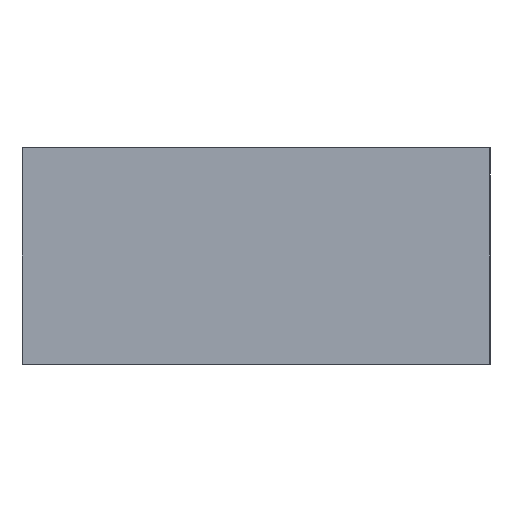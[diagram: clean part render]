
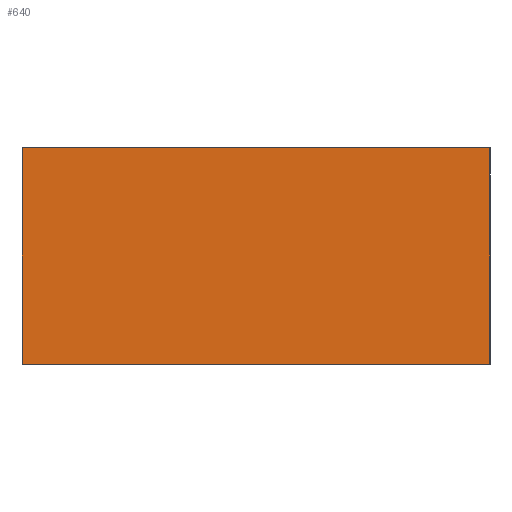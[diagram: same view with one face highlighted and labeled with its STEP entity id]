
A CAD part, left-side view. The second image highlights one B-rep face of the part: STEP entity #640.
In plain terms, the highlighted planar face has unit normal (-1, 0, 0).
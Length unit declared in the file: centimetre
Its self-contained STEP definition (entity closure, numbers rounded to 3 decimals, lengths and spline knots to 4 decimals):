
#58=PLANE('',#718);
#98=FACE_OUTER_BOUND('',#152,.T.);
#152=EDGE_LOOP('',(#576,#577,#578,#579));
#185=LINE('',#944,#227);
#212=LINE('',#1273,#254);
#220=LINE('',#1289,#262);
#223=LINE('',#1295,#265);
#227=VECTOR('',#743,1.);
#254=VECTOR('',#880,1.);
#262=VECTOR('',#898,1.);
#265=VECTOR('',#907,1.);
#290=VERTEX_POINT('',#941);
#291=VERTEX_POINT('',#943);
#337=VERTEX_POINT('',#1270);
#338=VERTEX_POINT('',#1272);
#351=EDGE_CURVE('',#291,#290,#185,.T.);
#411=EDGE_CURVE('',#337,#338,#212,.T.);
#420=EDGE_CURVE('',#338,#290,#220,.T.);
#423=EDGE_CURVE('',#337,#291,#223,.T.);
#576=ORIENTED_EDGE('',*,*,#423,.T.);
#577=ORIENTED_EDGE('',*,*,#351,.T.);
#578=ORIENTED_EDGE('',*,*,#420,.F.);
#579=ORIENTED_EDGE('',*,*,#411,.F.);
#640=ADVANCED_FACE('',(#98),#58,.T.);
#718=AXIS2_PLACEMENT_3D('',#1294,#905,#906);
#743=DIRECTION('',(0.,0.,1.));
#880=DIRECTION('',(0.,0.,1.));
#898=DIRECTION('',(0.,-1.,0.));
#905=DIRECTION('center_axis',(-1.,0.,0.));
#906=DIRECTION('ref_axis',(0.,-1.,0.));
#907=DIRECTION('',(0.,-1.,0.));
#941=CARTESIAN_POINT('',(0.,0.,3.7));
#943=CARTESIAN_POINT('',(0.,0.,0.));
#944=CARTESIAN_POINT('',(0.,0.,0.));
#1270=CARTESIAN_POINT('',(0.,8.,0.));
#1272=CARTESIAN_POINT('',(0.,8.,3.7));
#1273=CARTESIAN_POINT('',(0.,8.,0.));
#1289=CARTESIAN_POINT('',(0.,8.,3.7));
#1294=CARTESIAN_POINT('Origin',(0.,8.,0.));
#1295=CARTESIAN_POINT('',(0.,8.,0.));
